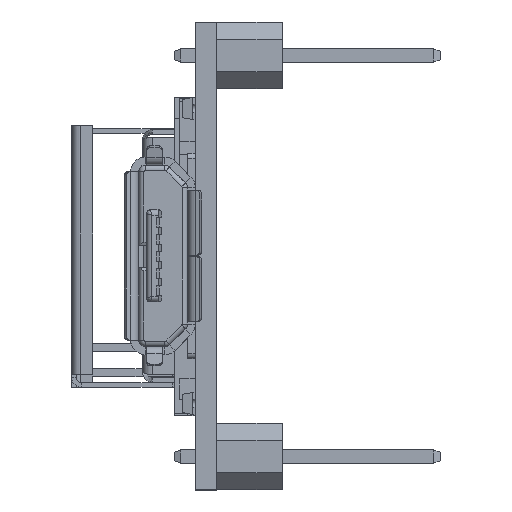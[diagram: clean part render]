
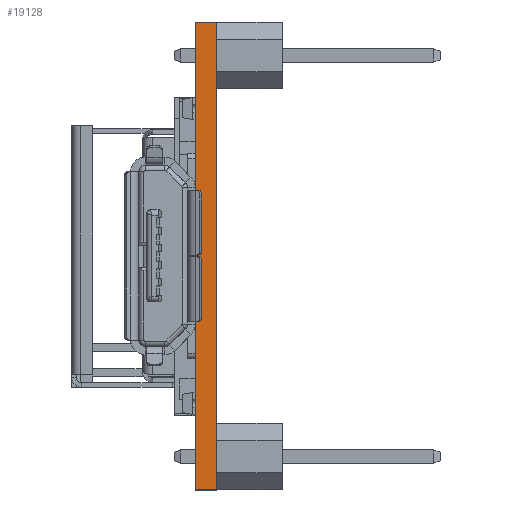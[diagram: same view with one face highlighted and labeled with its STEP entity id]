
A CAD part, left-side view. The second image highlights one B-rep face of the part: STEP entity #19128.
In plain terms, the highlighted planar face has unit normal (-1, 0, 0).
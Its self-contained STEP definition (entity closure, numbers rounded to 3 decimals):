
#1714 = DIRECTION ( 'NONE',  ( 0., 0., 1. ) ) ;
#2780 = FACE_OUTER_BOUND ( 'NONE', #56315, .T. ) ;
#3883 = VERTEX_POINT ( 'NONE', #26433 ) ;
#5190 = LINE ( 'NONE', #53129, #60214 ) ;
#7679 = EDGE_CURVE ( 'NONE', #12648, #33268, #78074, .T. ) ;
#9096 = LINE ( 'NONE', #55469, #17105 ) ;
#10799 = DIRECTION ( 'NONE',  ( 0., -1., 0. ) ) ;
#12648 = VERTEX_POINT ( 'NONE', #40172 ) ;
#14850 = DIRECTION ( 'NONE',  ( 0., 0., -1. ) ) ;
#17105 = VECTOR ( 'NONE', #10799, 1000. ) ;
#18106 = VECTOR ( 'NONE', #36770, 1000. ) ;
#19128 = ADVANCED_FACE ( 'NONE', ( #2780 ), #20745, .T. ) ;
#19234 = VERTEX_POINT ( 'NONE', #69020 ) ;
#20745 = PLANE ( 'NONE',  #63724 ) ;
#23619 = ORIENTED_EDGE ( 'NONE', *, *, #7679, .F. ) ;
#26056 = CARTESIAN_POINT ( 'NONE',  ( -21.59, 2.5, 0. ) ) ;
#26057 = DIRECTION ( 'NONE',  ( -1., 0., 0. ) ) ;
#26433 = CARTESIAN_POINT ( 'NONE',  ( -21.59, 3.305, -8.885 ) ) ;
#27197 = VECTOR ( 'NONE', #58679, 1000. ) ;
#33268 = VERTEX_POINT ( 'NONE', #37115 ) ;
#33693 = ORIENTED_EDGE ( 'NONE', *, *, #82492, .T. ) ;
#36770 = DIRECTION ( 'NONE',  ( 0., -1., 0. ) ) ;
#37115 = CARTESIAN_POINT ( 'NONE',  ( -21.59, 2.5, -8.885 ) ) ;
#40012 = CARTESIAN_POINT ( 'NONE',  ( -21.59, 3.305, 0. ) ) ;
#40172 = CARTESIAN_POINT ( 'NONE',  ( -21.59, 2.5, 8.885 ) ) ;
#47075 = LINE ( 'NONE', #75736, #18106 ) ;
#51850 = EDGE_CURVE ( 'NONE', #19234, #12648, #9096, .T. ) ;
#53129 = CARTESIAN_POINT ( 'NONE',  ( -21.59, 3.305, 0. ) ) ;
#55469 = CARTESIAN_POINT ( 'NONE',  ( -21.59, 3.305, 8.885 ) ) ;
#55627 = EDGE_CURVE ( 'NONE', #19234, #3883, #5190, .T. ) ;
#56315 = EDGE_LOOP ( 'NONE', ( #23619, #73679, #71430, #33693 ) ) ;
#58679 = DIRECTION ( 'NONE',  ( 0., 0., -1. ) ) ;
#60214 = VECTOR ( 'NONE', #14850, 1000. ) ;
#63724 = AXIS2_PLACEMENT_3D ( 'NONE', #40012, #26057, #1714 ) ;
#69020 = CARTESIAN_POINT ( 'NONE',  ( -21.59, 3.305, 8.885 ) ) ;
#71430 = ORIENTED_EDGE ( 'NONE', *, *, #55627, .T. ) ;
#73679 = ORIENTED_EDGE ( 'NONE', *, *, #51850, .F. ) ;
#75736 = CARTESIAN_POINT ( 'NONE',  ( -21.59, 3.305, -8.885 ) ) ;
#78074 = LINE ( 'NONE', #26056, #27197 ) ;
#82492 = EDGE_CURVE ( 'NONE', #3883, #33268, #47075, .T. ) ;
